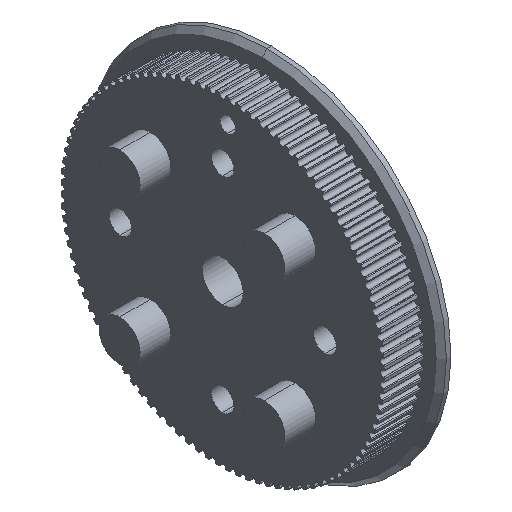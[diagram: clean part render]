
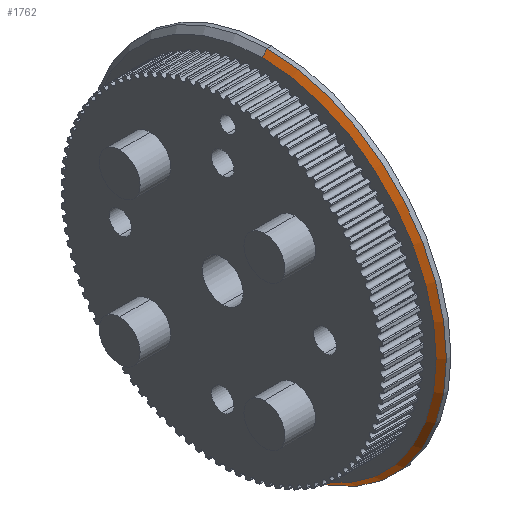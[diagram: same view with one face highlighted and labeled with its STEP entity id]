
A CAD part, isometric view. The second image highlights one B-rep face of the part: STEP entity #1762.
In plain terms, the highlighted conical face has half-angle 45 degrees and reference radius 35 mm.
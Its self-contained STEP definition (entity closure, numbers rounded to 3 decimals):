
#1434 = DIRECTION ( 'NONE',  ( 1., 0., 0. ) ) ;
#1493 = CARTESIAN_POINT ( 'NONE',  ( 8.7, 0., 35. ) ) ;
#1762 = ADVANCED_FACE ( 'NONE', ( #17453 ), #16571, .T. ) ;
#1859 = CARTESIAN_POINT ( 'NONE',  ( 7.7, 0., 34. ) ) ;
#2440 = ORIENTED_EDGE ( 'NONE', *, *, #3813, .F. ) ;
#2497 = ORIENTED_EDGE ( 'NONE', *, *, #3221, .F. ) ;
#2719 = EDGE_CURVE ( 'NONE', #15937, #5330, #11834, .T. ) ;
#2897 = LINE ( 'NONE', #14601, #5124 ) ;
#3055 = AXIS2_PLACEMENT_3D ( 'NONE', #16607, #16801, #4915 ) ;
#3221 = EDGE_CURVE ( 'NONE', #5330, #18076, #7948, .T. ) ;
#3813 = EDGE_CURVE ( 'NONE', #4328, #15937, #18032, .T. ) ;
#4076 = CARTESIAN_POINT ( 'NONE',  ( 7.7, 0., 0. ) ) ;
#4109 = DIRECTION ( 'NONE',  ( 0., 0., -1. ) ) ;
#4328 = VERTEX_POINT ( 'NONE', #17385 ) ;
#4881 = CARTESIAN_POINT ( 'NONE',  ( 8.7, 0., 35. ) ) ;
#4915 = DIRECTION ( 'NONE',  ( 0., 0., -1. ) ) ;
#5124 = VECTOR ( 'NONE', #11526, 1000. ) ;
#5330 = VERTEX_POINT ( 'NONE', #4881 ) ;
#5840 = AXIS2_PLACEMENT_3D ( 'NONE', #16013, #1434, #4109 ) ;
#7336 = DIRECTION ( 'NONE',  ( 0.707, 0., 0.707 ) ) ;
#7948 = CIRCLE ( 'NONE', #3055, 35. ) ;
#8019 = VECTOR ( 'NONE', #7336, 1000. ) ;
#8471 = ORIENTED_EDGE ( 'NONE', *, *, #10204, .T. ) ;
#8586 = DIRECTION ( 'NONE',  ( 0., 0., -1. ) ) ;
#9086 = CARTESIAN_POINT ( 'NONE',  ( 8.7, 0., -35. ) ) ;
#9743 = AXIS2_PLACEMENT_3D ( 'NONE', #4076, #14440, #8586 ) ;
#10204 = EDGE_CURVE ( 'NONE', #4328, #18076, #2897, .T. ) ;
#11160 = EDGE_LOOP ( 'NONE', ( #15832, #2440, #8471, #2497 ) ) ;
#11526 = DIRECTION ( 'NONE',  ( 0.707, 0., -0.707 ) ) ;
#11834 = LINE ( 'NONE', #1493, #8019 ) ;
#14440 = DIRECTION ( 'NONE',  ( -1., 0., 0. ) ) ;
#14601 = CARTESIAN_POINT ( 'NONE',  ( 8.7, 0., -35. ) ) ;
#15832 = ORIENTED_EDGE ( 'NONE', *, *, #2719, .F. ) ;
#15937 = VERTEX_POINT ( 'NONE', #1859 ) ;
#16013 = CARTESIAN_POINT ( 'NONE',  ( 8.7, 0., 0. ) ) ;
#16571 = CONICAL_SURFACE ( 'NONE', #5840, 35., 0.785 ) ;
#16607 = CARTESIAN_POINT ( 'NONE',  ( 8.7, 0., 0. ) ) ;
#16801 = DIRECTION ( 'NONE',  ( 1., 0., 0. ) ) ;
#17385 = CARTESIAN_POINT ( 'NONE',  ( 7.7, 0., -34. ) ) ;
#17453 = FACE_OUTER_BOUND ( 'NONE', #11160, .T. ) ;
#18032 = CIRCLE ( 'NONE', #9743, 34. ) ;
#18076 = VERTEX_POINT ( 'NONE', #9086 ) ;
